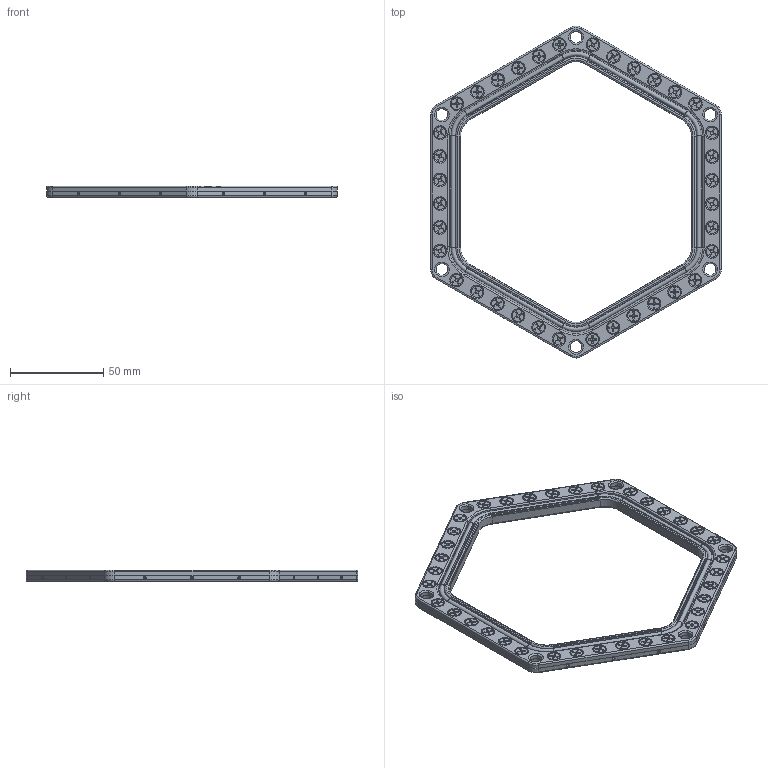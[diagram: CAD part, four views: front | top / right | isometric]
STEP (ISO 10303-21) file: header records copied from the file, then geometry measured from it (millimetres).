
FILE_DESCRIPTION(('CoCreate Modeling STEP Export'),'2;1');
FILE_NAME('mesh_plane2.stp','2012-12-16T17:33:55',(''),(''),'CoCreate Modeling STEP processor for AP214 (Solid Model)','CoCreate Modeling 16.00A 16-Aug-2008 (C) Parametric Technology GmbH','');
FILE_SCHEMA(('AUTOMOTIVE_DESIGN { 1 0 10303 214 1 1 1 1 }'));
Length unit declared in the file: millimetre
Products named in the file (8): ring_1; Bottom_Piece_v3_1; HS_SS_Flat_Point_-_Inch_3-48_UNC_x_0.125_14; SocketHeadSetScrews; CRFH_6-32_x_1_4_24; FlatHeadSAocketScrews; Top_Piece_v3_1; Mesh_Plane_Assem.EL_drift_side
Assembly tree (83 placements, depth 3):
  Mesh_Plane_Assem.EL_drift_side
    Top_Piece_v3_1
    FlatHeadSAocketScrews
      CRFH_6-32_x_1_4_24  x36
    SocketHeadSetScrews
      HS_SS_Flat_Point_-_Inch_3-48_UNC_x_0.125_14  x42
    Bottom_Piece_v3_1
    ring_1
Bounding box: 155.78 x 178.02 x 6.43 mm (x, y, z)
Volume: 42023.4 mm3; surface area: 47318 mm2
Topology: 81 solids, 81 shells, 2765 faces, 6971 edges, 4274 vertices
Faces by surface type: cylinder 858, cone 828, plane 758, torus 321
Entity records: 24202 total; most frequent: CARTESIAN_POINT 4823, ORIENTED_EDGE 4306, DIRECTION 3420, EDGE_CURVE 2153, VERTEX_POINT 1336, AXIS2_PLACEMENT_3D 1289, EDGE_LOOP 1129, FACE_OUTER_BOUND 849
